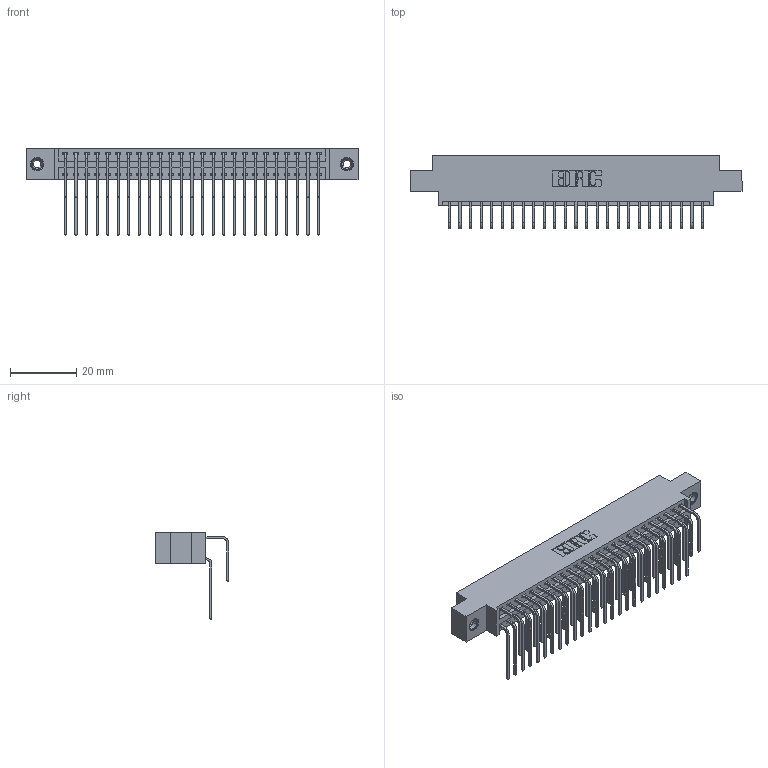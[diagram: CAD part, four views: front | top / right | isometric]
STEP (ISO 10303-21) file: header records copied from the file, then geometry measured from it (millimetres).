
FILE_DESCRIPTION (( 'STEP AP203' ), '1' );
FILE_NAME ('346-050-558-808.STEP', '2022-05-21T00:00:03', ( '' ), ( '' ), 'SwSTEP 2.0', 'SolidWorks 2020', '' );
FILE_SCHEMA (( 'CONFIG_CONTROL_DESIGN' ));
Length unit declared in the file: inch
Products named in the file (5): 345-250-001_345-250-003-102; 345-292-001_558 Tail - 2; 345-292-001_558 559 Tail - 1; 346-050-558-808; 346 Part_0.170 Offset - 0.156 Dia-TI
Assembly tree (53 placements, depth 2):
  346-050-558-808
    346 Part_0.170 Offset - 0.156 Dia-TI
    345-292-001_558 559 Tail - 1  x25
    345-292-001_558 Tail - 2  x25
    345-250-001_345-250-003-102  x2
Bounding box: 99.95 x 22.16 x 26.16 mm (x, y, z)
Volume: 9741.5 mm3; surface area: 14706.6 mm2
Topology: 53 solids, 53 shells, 2886 faces, 8527 edges, 5610 vertices
Faces by surface type: plane 1962, cylinder 908, cone 12, torus 4
Entity records: 21706 total; most frequent: CARTESIAN_POINT 3638, ORIENTED_EDGE 3514, DIRECTION 3255, EDGE_CURVE 1757, LINE 1465, VECTOR 1465, VERTEX_POINT 1164, AXIS2_PLACEMENT_3D 895
